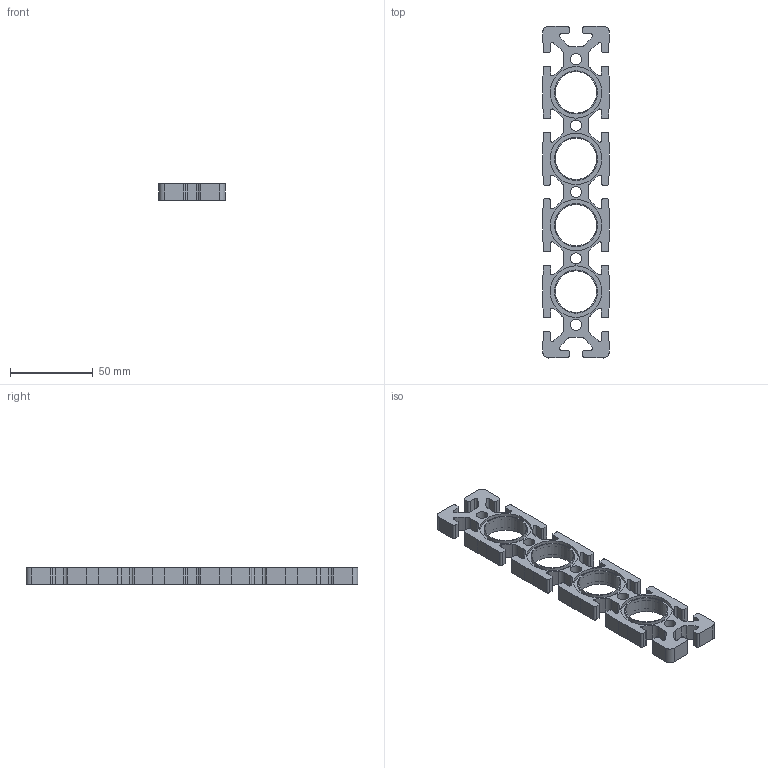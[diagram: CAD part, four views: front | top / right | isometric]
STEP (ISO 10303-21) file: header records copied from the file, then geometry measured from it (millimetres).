
FILE_DESCRIPTION((''),'2;1');
FILE_NAME('SD0105N.stp','2009-08-10T15:13:16',('teddy iii'),(''),'Autodesk Inventor 11','Autodesk Inventor 11','');
FILE_SCHEMA(('AUTOMOTIVE_DESIGN { 1 0 10303 214 1 1 1 1 }'));
Length unit declared in the file: millimetre
Products named in the file (1): SD0105N
Bounding box: 40 x 200 x 10 mm (x, y, z)
Volume: 35253.2 mm3; surface area: 24182.9 mm2
Topology: 1 solids, 1 shells, 259 faces, 723 edges, 482 vertices
Faces by surface type: cylinder 141, plane 106, bspline 12
Full cylindrical faces by diameter (mm): 6.8 x5, 25 x4, 26 x4, 31 x4
Entity records: 8473 total; most frequent: CARTESIAN_POINT 1588, DIRECTION 1492, ORIENTED_EDGE 1396, EDGE_CURVE 698, AXIS2_PLACEMENT_3D 546, VERTEX_POINT 482, VECTOR 400, LINE 400
